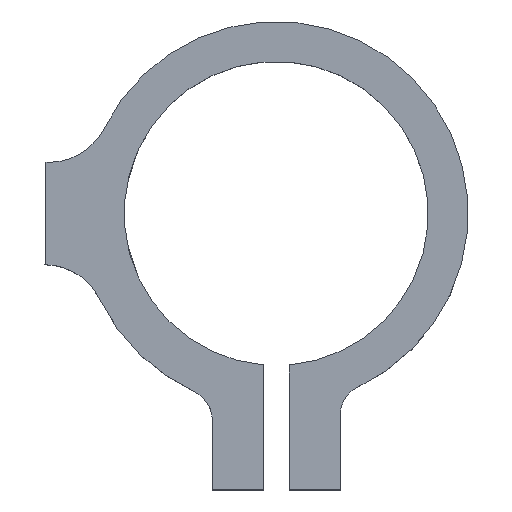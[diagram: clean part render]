
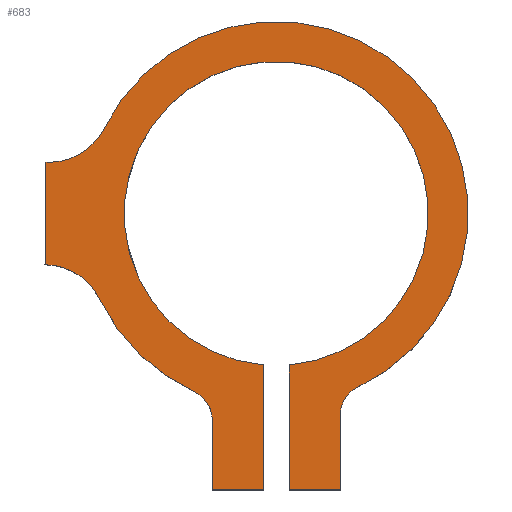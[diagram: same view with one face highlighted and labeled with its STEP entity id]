
A CAD part, top view. The second image highlights one B-rep face of the part: STEP entity #683.
In plain terms, the highlighted planar face has unit normal (0, 0, 1).
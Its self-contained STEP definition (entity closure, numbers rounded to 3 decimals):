
#71=FACE_OUTER_BOUND('',#113,.T.);
#113=EDGE_LOOP('',(#593,#594,#595,#596,#597,#598,#599,#600,#601,#602,#603,
#604,#605,#606,#607,#608));
#149=LINE('',#1053,#217);
#158=LINE('',#1090,#226);
#161=LINE('',#1096,#229);
#164=LINE('',#1102,#232);
#168=LINE('',#1114,#236);
#171=LINE('',#1118,#239);
#176=LINE('',#1141,#244);
#179=LINE('',#1147,#247);
#182=LINE('',#1151,#250);
#217=VECTOR('',#852,10.);
#226=VECTOR('',#891,10.);
#229=VECTOR('',#896,10.);
#232=VECTOR('',#901,10.);
#236=VECTOR('',#913,10.);
#239=VECTOR('',#918,10.);
#244=VECTOR('',#943,10.);
#247=VECTOR('',#948,10.);
#250=VECTOR('',#953,10.);
#260=CIRCLE('',#733,12.);
#262=CIRCLE('',#736,37.5);
#264=CIRCLE('',#739,6.);
#266=CIRCLE('',#745,29.7);
#267=CIRCLE('',#749,6.);
#270=CIRCLE('',#753,38.343);
#272=CIRCLE('',#756,12.);
#304=VERTEX_POINT('',#1050);
#305=VERTEX_POINT('',#1052);
#311=VERTEX_POINT('',#1069);
#312=VERTEX_POINT('',#1071);
#314=VERTEX_POINT('',#1077);
#316=VERTEX_POINT('',#1083);
#318=VERTEX_POINT('',#1089);
#320=VERTEX_POINT('',#1095);
#322=VERTEX_POINT('',#1101);
#324=VERTEX_POINT('',#1107);
#326=VERTEX_POINT('',#1113);
#327=VERTEX_POINT('',#1120);
#330=VERTEX_POINT('',#1128);
#332=VERTEX_POINT('',#1134);
#334=VERTEX_POINT('',#1140);
#336=VERTEX_POINT('',#1146);
#382=EDGE_CURVE('',#305,#304,#149,.T.);
#391=EDGE_CURVE('',#312,#311,#260,.T.);
#394=EDGE_CURVE('',#314,#312,#262,.T.);
#397=EDGE_CURVE('',#316,#314,#264,.T.);
#400=EDGE_CURVE('',#318,#316,#158,.T.);
#403=EDGE_CURVE('',#320,#318,#161,.T.);
#406=EDGE_CURVE('',#322,#320,#164,.T.);
#409=EDGE_CURVE('',#324,#322,#266,.T.);
#412=EDGE_CURVE('',#326,#324,#168,.T.);
#415=EDGE_CURVE('',#304,#326,#171,.T.);
#416=EDGE_CURVE('',#327,#305,#267,.T.);
#420=EDGE_CURVE('',#330,#327,#270,.T.);
#423=EDGE_CURVE('',#332,#330,#272,.T.);
#426=EDGE_CURVE('',#334,#332,#176,.T.);
#429=EDGE_CURVE('',#336,#334,#179,.T.);
#432=EDGE_CURVE('',#311,#336,#182,.T.);
#593=ORIENTED_EDGE('',*,*,#432,.T.);
#594=ORIENTED_EDGE('',*,*,#429,.T.);
#595=ORIENTED_EDGE('',*,*,#426,.T.);
#596=ORIENTED_EDGE('',*,*,#423,.T.);
#597=ORIENTED_EDGE('',*,*,#420,.T.);
#598=ORIENTED_EDGE('',*,*,#416,.T.);
#599=ORIENTED_EDGE('',*,*,#382,.T.);
#600=ORIENTED_EDGE('',*,*,#415,.T.);
#601=ORIENTED_EDGE('',*,*,#412,.T.);
#602=ORIENTED_EDGE('',*,*,#409,.T.);
#603=ORIENTED_EDGE('',*,*,#406,.T.);
#604=ORIENTED_EDGE('',*,*,#403,.T.);
#605=ORIENTED_EDGE('',*,*,#400,.T.);
#606=ORIENTED_EDGE('',*,*,#397,.T.);
#607=ORIENTED_EDGE('',*,*,#394,.T.);
#608=ORIENTED_EDGE('',*,*,#391,.T.);
#648=PLANE('',#760);
#683=ADVANCED_FACE('',(#71),#648,.T.);
#733=AXIS2_PLACEMENT_3D('',#1072,#871,#872);
#736=AXIS2_PLACEMENT_3D('',#1078,#878,#879);
#739=AXIS2_PLACEMENT_3D('',#1084,#885,#886);
#745=AXIS2_PLACEMENT_3D('',#1108,#907,#908);
#749=AXIS2_PLACEMENT_3D('',#1121,#921,#922);
#753=AXIS2_PLACEMENT_3D('',#1129,#930,#931);
#756=AXIS2_PLACEMENT_3D('',#1135,#937,#938);
#760=AXIS2_PLACEMENT_3D('',#1152,#954,#955);
#852=DIRECTION('',(0.,-1.,0.));
#871=DIRECTION('center_axis',(0.,0.,-1.));
#872=DIRECTION('ref_axis',(0.,-1.,0.));
#878=DIRECTION('center_axis',(0.,0.,1.));
#879=DIRECTION('ref_axis',(0.425,-0.905,0.));
#885=DIRECTION('center_axis',(0.,0.,-1.));
#886=DIRECTION('ref_axis',(-0.425,0.905,0.));
#891=DIRECTION('',(0.,1.,0.));
#896=DIRECTION('',(1.,0.,0.));
#901=DIRECTION('',(0.,-1.,0.));
#907=DIRECTION('center_axis',(0.,0.,-1.));
#908=DIRECTION('ref_axis',(0.084,-0.996,0.));
#913=DIRECTION('',(0.,1.,0.));
#918=DIRECTION('',(1.,0.,0.));
#921=DIRECTION('center_axis',(0.,0.,-1.));
#922=DIRECTION('ref_axis',(1.,0.,0.));
#930=DIRECTION('center_axis',(0.,0.,1.));
#931=DIRECTION('ref_axis',(-0.899,-0.437,0.));
#937=DIRECTION('center_axis',(0.,0.,-1.));
#938=DIRECTION('ref_axis',(0.899,0.437,0.));
#943=DIRECTION('',(-1.,0.,0.));
#948=DIRECTION('',(0.,-1.,0.));
#953=DIRECTION('',(-1.,0.,0.));
#954=DIRECTION('center_axis',(0.,0.,1.));
#955=DIRECTION('ref_axis',(1.,0.,0.));
#1050=CARTESIAN_POINT('',(-12.5,-54.,15.));
#1052=CARTESIAN_POINT('',(-12.5,-40.3,15.));
#1053=CARTESIAN_POINT('',(-12.5,-40.3,15.));
#1069=CARTESIAN_POINT('',(-44.342,10.,15.));
#1071=CARTESIAN_POINT('',(-33.593,16.667,15.));
#1072=CARTESIAN_POINT('Origin',(-44.342,22.,15.));
#1077=CARTESIAN_POINT('',(15.948,-33.94,15.));
#1078=CARTESIAN_POINT('Origin',(0.,0.,15.));
#1083=CARTESIAN_POINT('',(12.5,-39.37,15.));
#1084=CARTESIAN_POINT('Origin',(18.5,-39.37,15.));
#1089=CARTESIAN_POINT('',(12.5,-54.,15.));
#1090=CARTESIAN_POINT('',(12.5,-54.,15.));
#1095=CARTESIAN_POINT('',(2.5,-54.,15.));
#1096=CARTESIAN_POINT('',(2.5,-54.,15.));
#1101=CARTESIAN_POINT('',(2.5,-29.595,15.));
#1102=CARTESIAN_POINT('',(2.5,-29.595,15.));
#1107=CARTESIAN_POINT('',(-2.5,-29.595,15.));
#1108=CARTESIAN_POINT('Origin',(0.,0.,15.));
#1113=CARTESIAN_POINT('',(-2.5,-54.,15.));
#1114=CARTESIAN_POINT('',(-2.5,-29.595,15.));
#1118=CARTESIAN_POINT('',(-12.5,-54.,15.));
#1120=CARTESIAN_POINT('',(-15.997,-34.847,15.));
#1121=CARTESIAN_POINT('Origin',(-18.5,-40.3,15.));
#1128=CARTESIAN_POINT('',(-34.488,-16.756,15.));
#1129=CARTESIAN_POINT('Origin',(0.,0.,15.));
#1134=CARTESIAN_POINT('',(-45.282,-10.,15.));
#1135=CARTESIAN_POINT('Origin',(-45.282,-22.,15.));
#1140=CARTESIAN_POINT('',(-45.,-10.,15.));
#1141=CARTESIAN_POINT('',(-45.,-10.,15.));
#1146=CARTESIAN_POINT('',(-45.,10.,15.));
#1147=CARTESIAN_POINT('',(-45.,10.,15.));
#1151=CARTESIAN_POINT('',(-44.342,10.,15.));
#1152=CARTESIAN_POINT('Origin',(-3.891,-8.25,15.));
